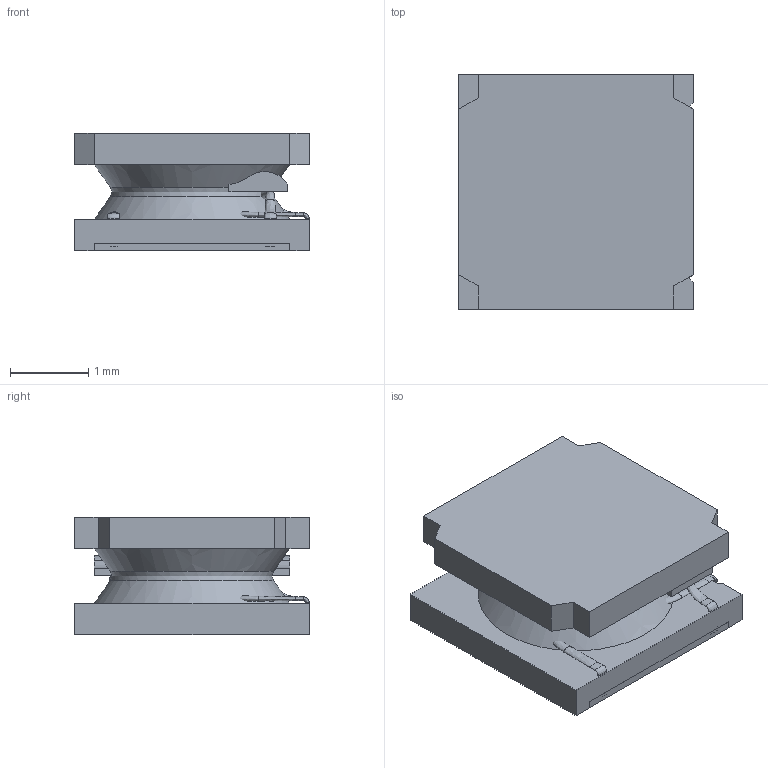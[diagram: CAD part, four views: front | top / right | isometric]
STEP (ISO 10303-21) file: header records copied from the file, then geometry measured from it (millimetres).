
FILE_DESCRIPTION( ( 'Unknown' ), '1' );
FILE_NAME( 'SPH3015H.stp', 'Unknown', ( 'Unknown' ), ( 'Unknown' ), 'PSStep 14.0', 'Unknown', ' ' );
FILE_SCHEMA( ( 'AUTOMOTIVE_DESIGN { 1 0 10303 214 1 1 1 1 }' ) );
Length unit declared in the file: millimetre
Products named in the file (5): Assem1; housing; contact; spule; Glue
Bounding box: 3 x 3 x 1.5 mm (x, y, z)
Surface area: 147.8 mm2
Topology: 9 solids, 9 shells, 167 faces, 385 edges, 240 vertices
Faces by surface type: plane 107, bspline 40, cylinder 16, torus 4
Full cylindrical faces by diameter (mm): 1 x2
Entity records: 4358 total; most frequent: CARTESIAN_POINT 1988, ORIENTED_EDGE 358, DIRECTION 295, EDGE_CURVE 179, LINE 121, VECTOR 121, VERTEX_POINT 114, EDGE_LOOP 89
